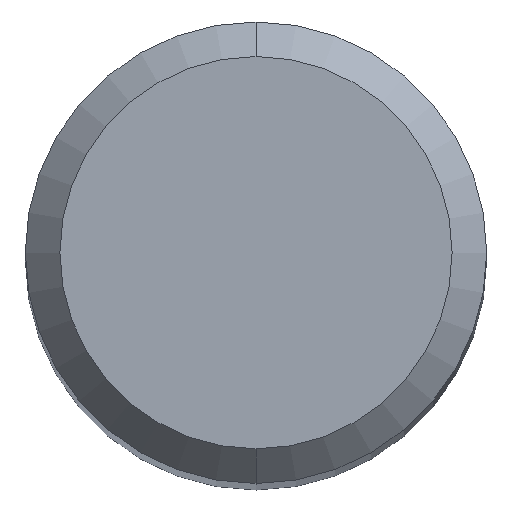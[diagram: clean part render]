
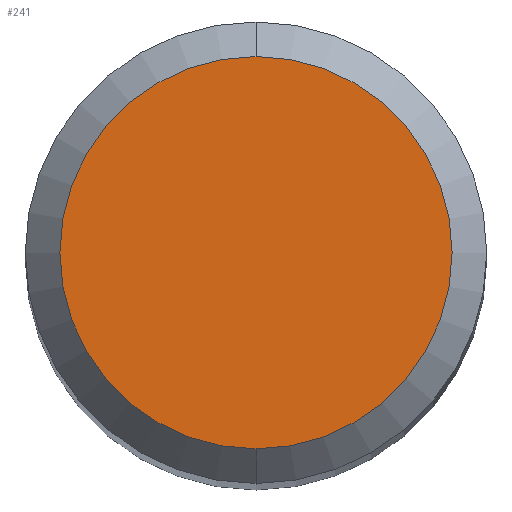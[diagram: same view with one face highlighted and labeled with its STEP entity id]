
A CAD part, top view. The second image highlights one B-rep face of the part: STEP entity #241.
In plain terms, the highlighted planar face has unit normal (0, 0, 1).
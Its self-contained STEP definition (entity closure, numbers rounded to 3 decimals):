
#241=ADVANCED_FACE('',(#557),#558,.T.);
#303=VERTEX_POINT('',#624);
#381=VERTEX_POINT('',#708);
#457=EDGE_CURVE('',#381,#303,#794,.T.);
#463=EDGE_CURVE('',#303,#381,#800,.T.);
#557=FACE_OUTER_BOUND('',#944,.T.);
#558=PLANE('',#945);
#624=CARTESIAN_POINT('',(0.,-1.7,0.0));
#708=CARTESIAN_POINT('',(0.0,1.7,0.0));
#794=CIRCLE('',#1435,1.7);
#800=CIRCLE('',#1443,1.7);
#944=EDGE_LOOP('',(#1549,#1550));
#945=AXIS2_PLACEMENT_3D('',#1551,#1552,#1553);
#1435=AXIS2_PLACEMENT_3D('',#1796,#1797,#1798);
#1443=AXIS2_PLACEMENT_3D('',#1802,#1803,#1804);
#1549=ORIENTED_EDGE('',*,*,#457,.F.);
#1550=ORIENTED_EDGE('',*,*,#463,.F.);
#1551=CARTESIAN_POINT('',(0.0,0.85,0.0));
#1552=DIRECTION('',(-0.0,0.0,1.0));
#1553=DIRECTION('',(0.0,-1.0,0.0));
#1796=CARTESIAN_POINT('',(0.0,0.0,0.0));
#1797=DIRECTION('',(0.0,0.0,-1.0));
#1798=DIRECTION('',(0.0,1.0,0.0));
#1802=CARTESIAN_POINT('',(0.0,0.0,0.0));
#1803=DIRECTION('',(0.0,0.0,-1.0));
#1804=DIRECTION('',(0.0,1.0,0.0));
